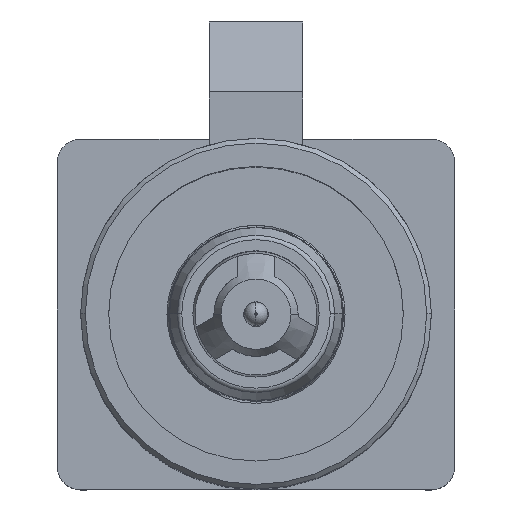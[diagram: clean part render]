
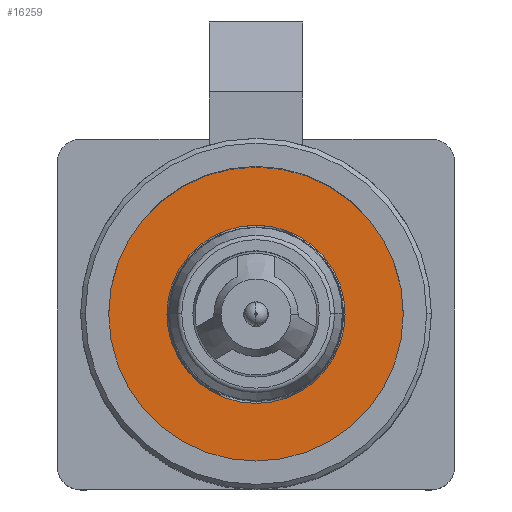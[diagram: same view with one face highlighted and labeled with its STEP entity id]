
A CAD part, top view. The second image highlights one B-rep face of the part: STEP entity #16259.
In plain terms, the highlighted planar face has unit normal (0, 0, 1).
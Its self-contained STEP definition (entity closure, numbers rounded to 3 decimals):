
#352 = CARTESIAN_POINT ( 'NONE',  ( 1.905, 0., 3.5 ) ) ;
#598 = AXIS2_PLACEMENT_3D ( 'NONE', #12946, #14370, #5986 ) ;
#650 = ORIENTED_EDGE ( 'NONE', *, *, #17405, .T. ) ;
#658 = CARTESIAN_POINT ( 'NONE',  ( 0., 0., 3.5 ) ) ;
#903 = VERTEX_POINT ( 'NONE', #6025 ) ;
#908 = VERTEX_POINT ( 'NONE', #4631 ) ;
#1256 = DIRECTION ( 'NONE',  ( 0., 0., 1. ) ) ;
#1967 = CIRCLE ( 'NONE', #4842, 1.905 ) ;
#2102 = DIRECTION ( 'NONE',  ( 1., 0., 0. ) ) ;
#2251 = CARTESIAN_POINT ( 'NONE',  ( 3.15, 0., 3.5 ) ) ;
#2748 = DIRECTION ( 'NONE',  ( 0., 0., 1. ) ) ;
#2933 = CARTESIAN_POINT ( 'NONE',  ( 0., 0., 3.5 ) ) ;
#3175 = PLANE ( 'NONE',  #598 ) ;
#3635 = EDGE_LOOP ( 'NONE', ( #9504, #5546 ) ) ;
#4353 = DIRECTION ( 'NONE',  ( 1., 0., 0. ) ) ;
#4631 = CARTESIAN_POINT ( 'NONE',  ( -3.15, 0., 3.5 ) ) ;
#4842 = AXIS2_PLACEMENT_3D ( 'NONE', #658, #10488, #2102 ) ;
#5546 = ORIENTED_EDGE ( 'NONE', *, *, #15142, .F. ) ;
#5896 = AXIS2_PLACEMENT_3D ( 'NONE', #9651, #1256, #11056 ) ;
#5944 = CIRCLE ( 'NONE', #5896, 3.15 ) ;
#5986 = DIRECTION ( 'NONE',  ( 1., 0., 0. ) ) ;
#6025 = CARTESIAN_POINT ( 'NONE',  ( -1.905, 0., 3.5 ) ) ;
#8005 = EDGE_CURVE ( 'NONE', #903, #16639, #13450, .T. ) ;
#9504 = ORIENTED_EDGE ( 'NONE', *, *, #8005, .F. ) ;
#9651 = CARTESIAN_POINT ( 'NONE',  ( 0., 0., 3.5 ) ) ;
#10488 = DIRECTION ( 'NONE',  ( 0., 0., 1. ) ) ;
#11056 = DIRECTION ( 'NONE',  ( 1., 0., 0. ) ) ;
#11120 = CARTESIAN_POINT ( 'NONE',  ( 0., 0., 3.5 ) ) ;
#11778 = FACE_BOUND ( 'NONE', #3635, .T. ) ;
#12515 = DIRECTION ( 'NONE',  ( 1., 0., 0. ) ) ;
#12710 = DIRECTION ( 'NONE',  ( 0., 0., 1. ) ) ;
#12946 = CARTESIAN_POINT ( 'NONE',  ( 0., 0., 3.5 ) ) ;
#13256 = AXIS2_PLACEMENT_3D ( 'NONE', #11120, #2748, #12515 ) ;
#13318 = CIRCLE ( 'NONE', #13256, 3.15 ) ;
#13450 = CIRCLE ( 'NONE', #16192, 1.905 ) ;
#14193 = VERTEX_POINT ( 'NONE', #2251 ) ;
#14299 = EDGE_CURVE ( 'NONE', #14193, #908, #5944, .T. ) ;
#14370 = DIRECTION ( 'NONE',  ( 0., 0., 1. ) ) ;
#15091 = FACE_OUTER_BOUND ( 'NONE', #16075, .T. ) ;
#15142 = EDGE_CURVE ( 'NONE', #16639, #903, #1967, .T. ) ;
#15149 = ORIENTED_EDGE ( 'NONE', *, *, #14299, .T. ) ;
#16075 = EDGE_LOOP ( 'NONE', ( #650, #15149 ) ) ;
#16192 = AXIS2_PLACEMENT_3D ( 'NONE', #2933, #12710, #4353 ) ;
#16259 = ADVANCED_FACE ( 'NONE', ( #15091, #11778 ), #3175, .T. ) ;
#16639 = VERTEX_POINT ( 'NONE', #352 ) ;
#17405 = EDGE_CURVE ( 'NONE', #908, #14193, #13318, .T. ) ;
